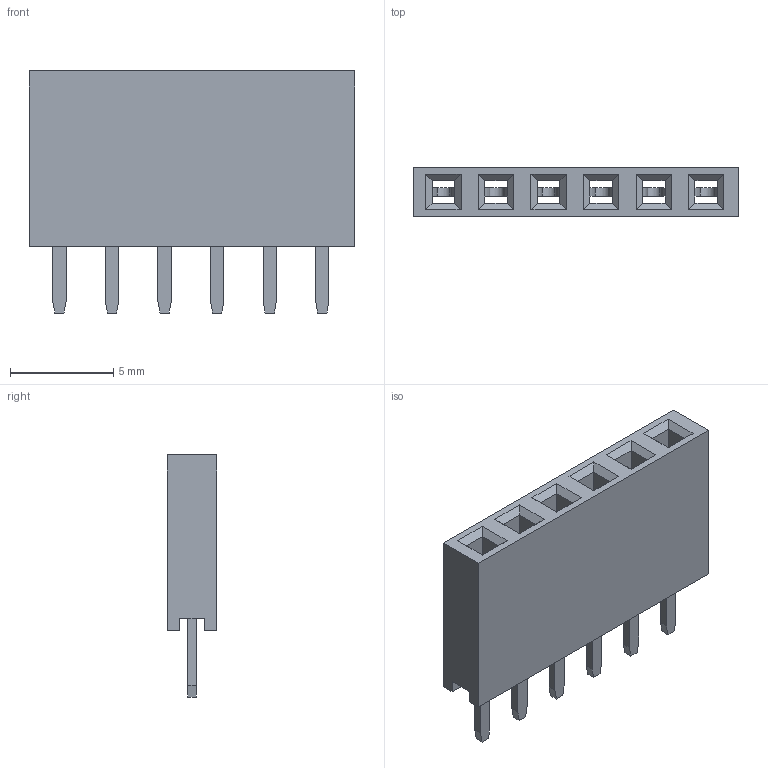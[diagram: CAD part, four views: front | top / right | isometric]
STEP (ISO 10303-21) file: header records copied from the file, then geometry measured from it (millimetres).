
FILE_DESCRIPTION(/* description */ ('Designed by EasyEDA Pro','CAx-IF Rec.Pracs.---Representation and Presentation of Product Manufacturing Information (PMI)---4.0---2014-10-13'),/* implementation_level */ '2;1');
FILE_NAME(/* name */ 'PM_2.54_1X6P_LH.step',/* time_stamp */ '2025-02-21T17:48:52+08:00',/* author */ (''),/* organization */ (''),/* preprocessor_version */ 'ST-DEVELOPER v20',/* originating_system */ 'Autodesk Translation Framework v13.20.0.188',/* authorisation */ '');
FILE_SCHEMA (('AP242_MANAGED_MODEL_BASED_3D_ENGINEERING_MIM_LF { 1 0 10303 442 1 1 4 }'));
Length unit declared in the file: millimetre
Products named in the file (3): cwVC-PCBModel; cwVC-Board; cwVC-H1-HDR-TH_6P-P2.54-V-F
Assembly tree (2 placements, depth 2):
  cwVC-PCBModel
    cwVC-Board
    cwVC-H1-HDR-TH_6P-P2.54-V-F
Bounding box: 15.75 x 2.4 x 11.7 mm (x, y, z)
Volume: 265.1 mm3; surface area: 680.3 mm2
Topology: 1 solids, 1 shells, 425 faces, 1167 edges, 770 vertices
Faces by surface type: plane 295, bspline 112, cylinder 18
Entity records: 14816 total; most frequent: CARTESIAN_POINT 4201, ORIENTED_EDGE 2334, DIRECTION 1787, EDGE_CURVE 1167, LINE 907, VECTOR 907, VERTEX_POINT 770, EDGE_LOOP 475
